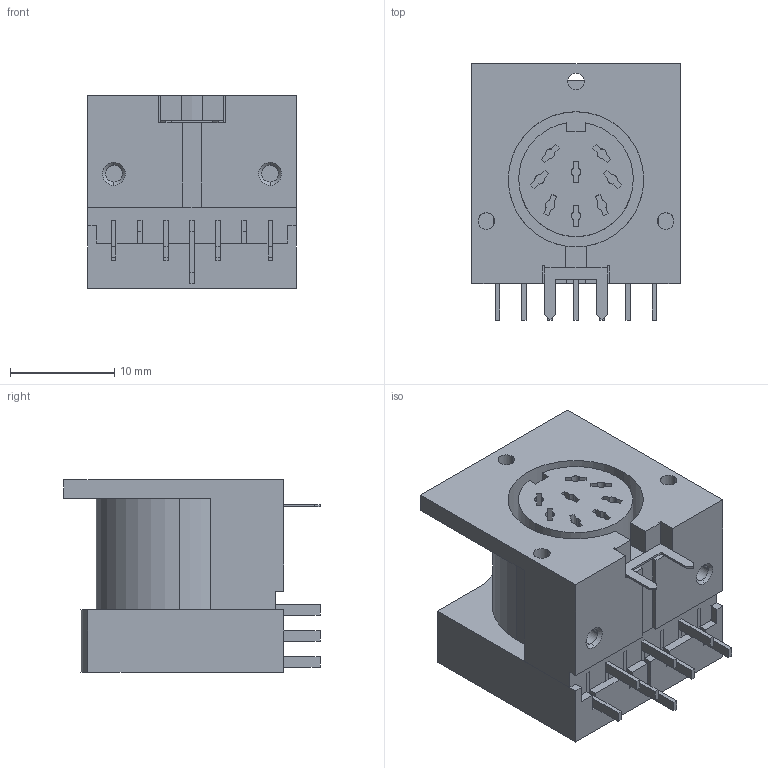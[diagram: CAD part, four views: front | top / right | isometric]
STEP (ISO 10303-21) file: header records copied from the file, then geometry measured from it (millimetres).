
FILE_DESCRIPTION (( 'STEP AP214' ), '1' );
FILE_NAME ('SDS-80J.STEP', '2021-05-25T13:04:43', ( '' ), ( '' ), 'SwSTEP 2.0', 'SolidWorks 2017', '' );
FILE_SCHEMA (( 'AUTOMOTIVE_DESIGN' ));
Length unit declared in the file: millimetre
Products named in the file (1): SDS-80J
Bounding box: 20 x 24.6 x 18.5 mm (x, y, z)
Volume: 5412.9 mm3; surface area: 4967.7 mm2
Topology: 12 solids, 12 shells, 379 faces, 1022 edges, 678 vertices
Faces by surface type: plane 302, cylinder 71, cone 4, torus 2
Entity records: 11921 total; most frequent: CARTESIAN_POINT 2092, ORIENTED_EDGE 2044, DIRECTION 1934, EDGE_CURVE 1022, LINE 862, VECTOR 862, VERTEX_POINT 678, AXIS2_PLACEMENT_3D 536
